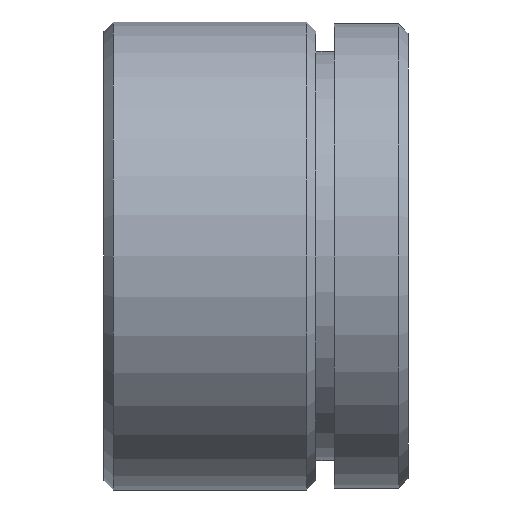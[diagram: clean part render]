
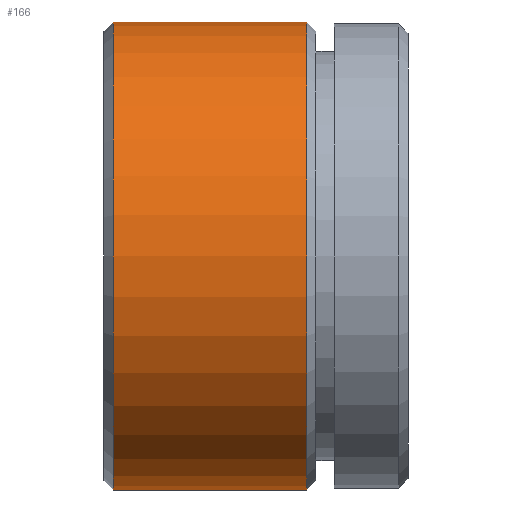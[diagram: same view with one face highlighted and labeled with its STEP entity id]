
A CAD part, left-side view. The second image highlights one B-rep face of the part: STEP entity #166.
In plain terms, the highlighted cylindrical face has radius 12.7 mm (diameter 25.4 mm), a partial arc.
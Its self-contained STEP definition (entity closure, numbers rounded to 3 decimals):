
#20 = CARTESIAN_POINT ( 'NONE',  ( 0., 5.5, 0. ) ) ;
#31 = DIRECTION ( 'NONE',  ( 0., -1., 0. ) ) ;
#32 = CARTESIAN_POINT ( 'NONE',  ( 0., 0., 0. ) ) ;
#37 = DIRECTION ( 'NONE',  ( 0., 0., -1. ) ) ;
#54 = ORIENTED_EDGE ( 'NONE', *, *, #865, .T. ) ;
#73 = CIRCLE ( 'NONE', #759, 12.7 ) ;
#92 = CIRCLE ( 'NONE', #745, 12.7 ) ;
#97 = ORIENTED_EDGE ( 'NONE', *, *, #445, .F. ) ;
#114 = VERTEX_POINT ( 'NONE', #364 ) ;
#120 = VECTOR ( 'NONE', #527, 1000. ) ;
#157 = VECTOR ( 'NONE', #327, 1000. ) ;
#166 = ADVANCED_FACE ( 'NONE', ( #750 ), #789, .T. ) ;
#169 = LINE ( 'NONE', #331, #157 ) ;
#184 = ORIENTED_EDGE ( 'NONE', *, *, #852, .T. ) ;
#199 = DIRECTION ( 'NONE',  ( 0., 0., -1. ) ) ;
#233 = EDGE_CURVE ( 'NONE', #114, #528, #347, .T. ) ;
#239 = CARTESIAN_POINT ( 'NONE',  ( 0., 16., 12.7 ) ) ;
#327 = DIRECTION ( 'NONE',  ( 0., -1., 0. ) ) ;
#331 = CARTESIAN_POINT ( 'NONE',  ( 0., 0., 12.7 ) ) ;
#346 = CARTESIAN_POINT ( 'NONE',  ( 0., 5.5, -12.7 ) ) ;
#347 = LINE ( 'NONE', #791, #120 ) ;
#364 = CARTESIAN_POINT ( 'NONE',  ( 0., 16., -12.7 ) ) ;
#408 = VERTEX_POINT ( 'NONE', #494 ) ;
#445 = EDGE_CURVE ( 'NONE', #813, #408, #169, .T. ) ;
#464 = EDGE_LOOP ( 'NONE', ( #97, #54, #506, #184 ) ) ;
#494 = CARTESIAN_POINT ( 'NONE',  ( 0., 5.5, 12.7 ) ) ;
#506 = ORIENTED_EDGE ( 'NONE', *, *, #233, .T. ) ;
#527 = DIRECTION ( 'NONE',  ( 0., -1., 0. ) ) ;
#528 = VERTEX_POINT ( 'NONE', #346 ) ;
#612 = DIRECTION ( 'NONE',  ( 0., 1., 0. ) ) ;
#736 = CARTESIAN_POINT ( 'NONE',  ( 0., 16., 0. ) ) ;
#745 = AXIS2_PLACEMENT_3D ( 'NONE', #736, #854, #774 ) ;
#750 = FACE_OUTER_BOUND ( 'NONE', #464, .T. ) ;
#759 = AXIS2_PLACEMENT_3D ( 'NONE', #20, #612, #199 ) ;
#774 = DIRECTION ( 'NONE',  ( 0., 0., 1. ) ) ;
#789 = CYLINDRICAL_SURFACE ( 'NONE', #810, 12.7 ) ;
#791 = CARTESIAN_POINT ( 'NONE',  ( 0., 0., -12.7 ) ) ;
#810 = AXIS2_PLACEMENT_3D ( 'NONE', #32, #31, #37 ) ;
#813 = VERTEX_POINT ( 'NONE', #239 ) ;
#852 = EDGE_CURVE ( 'NONE', #528, #408, #73, .T. ) ;
#854 = DIRECTION ( 'NONE',  ( 0., -1., 0. ) ) ;
#865 = EDGE_CURVE ( 'NONE', #813, #114, #92, .T. ) ;
